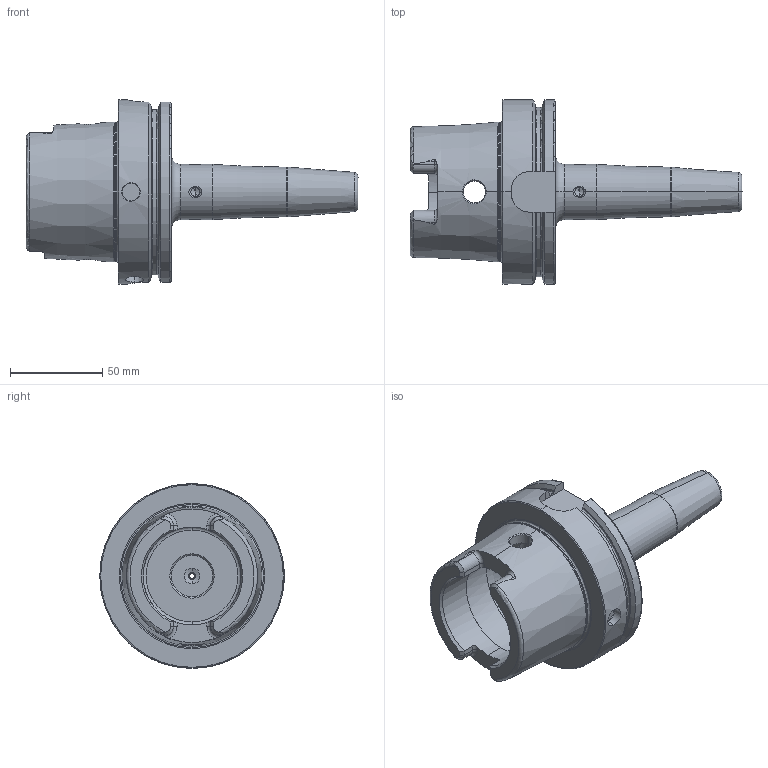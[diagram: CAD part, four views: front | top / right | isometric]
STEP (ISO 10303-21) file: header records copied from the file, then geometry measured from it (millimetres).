
FILE_DESCRIPTION (( 'STEP AP214' ), '1' );
FILE_NAME ('HA0.S06.K21.130.STEP', '2021-03-31T13:54:33', ( '' ), ( '' ), 'SwSTEP 2.0', 'SolidWorks 2017', '' );
FILE_SCHEMA (( 'AUTOMOTIVE_DESIGN' ));
Length unit declared in the file: millimetre
Products named in the file (4): HA0-S06.K21.130_C_Fertigbearbeitung; ERU-AN1.K01.014_A; ERU-CJ2.001.006; HA0.S06.K21.130
Assembly tree (4 placements, depth 2):
  HA0.S06.K21.130
    HA0-S06.K21.130_C_Fertigbearbeitung
    ERU-AN1.K01.014_A
    ERU-CJ2.001.006  x2
Bounding box: 179.98 x 100 x 100 mm (x, y, z)
Volume: 306449 mm3; surface area: 61676 mm2
Topology: 4 solids, 4 shells, 306 faces, 769 edges, 462 vertices
Faces by surface type: plane 95, cylinder 91, cone 73, torus 43, bspline 4
Entity records: 12006 total; most frequent: CARTESIAN_POINT 3684, ORIENTED_EDGE 1446, DIRECTION 1406, EDGE_CURVE 723, AXIS2_PLACEMENT_3D 559, VERTEX_POINT 442, EDGE_LOOP 307, ADVANCED_FACE 291
